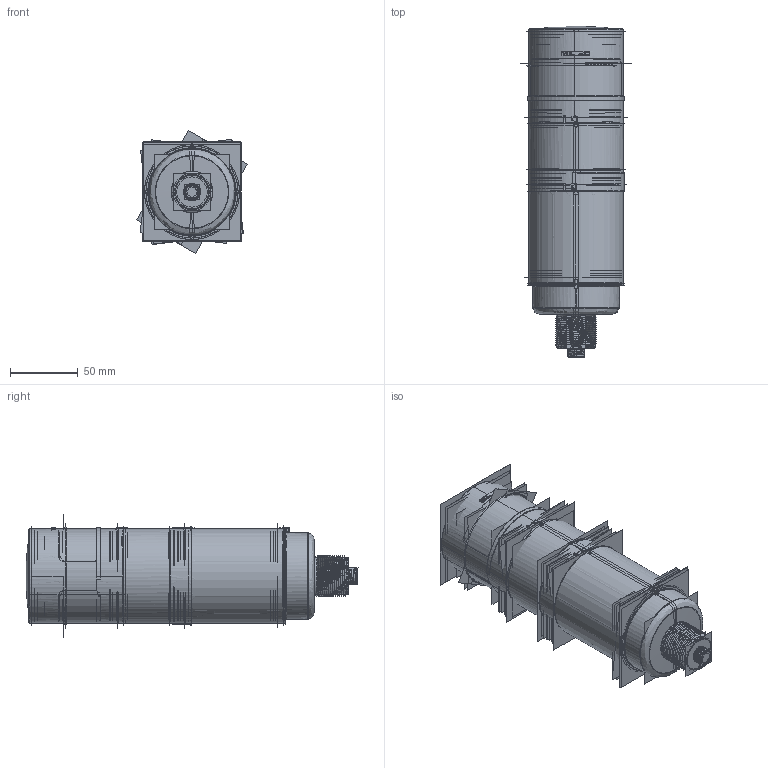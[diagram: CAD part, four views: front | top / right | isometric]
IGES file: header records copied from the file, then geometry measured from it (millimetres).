
Start section:  PTC IGES file: 191407.igs
Global section: file name: 191407.igs; native system: Creo Parametric by PTC Inc.; preprocessor: 2019292; author: PDMAdmin; organization: Unknown; date: 20210716.125707; units: millimetre
Bounding box: 81.17 x 244.52 x 90.7 mm (x, y, z)
Volume: 220037.9 mm3; surface area: 1165159.4 mm2
Topology: 9 solids, 11 shells, 4904 faces, 24435 edges, 30616 vertices
Faces by surface type: revolution 2516, bspline 2344, extrusion 44
